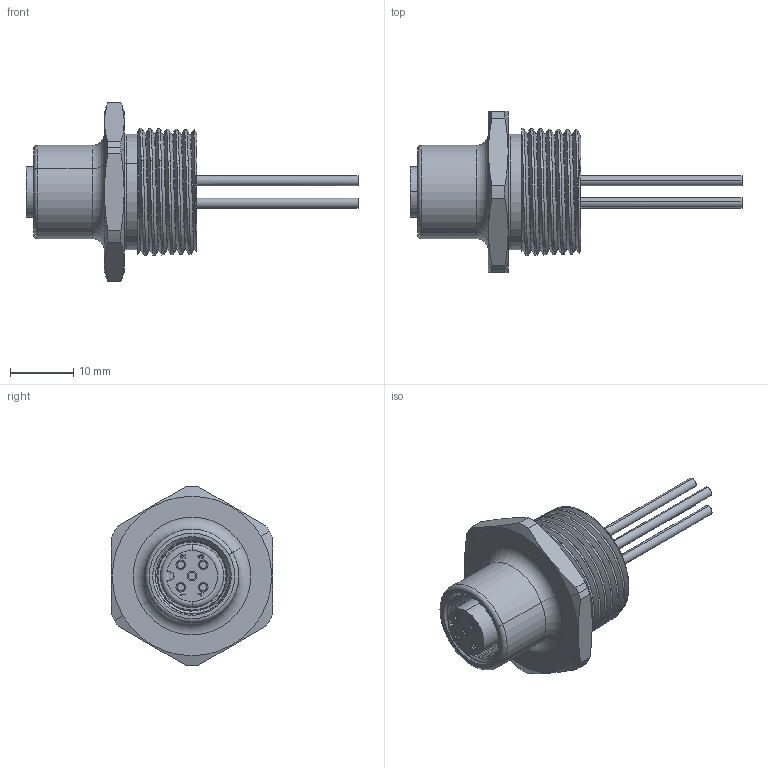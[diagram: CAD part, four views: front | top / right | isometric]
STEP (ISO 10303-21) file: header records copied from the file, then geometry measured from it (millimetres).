
FILE_DESCRIPTION((''),'2;1');
FILE_NAME('DM_CAD-5791','2018-04-27T',('creinig-se'),(''),'PRO/ENGINEER BY PARAMETRIC TECHNOLOGY CORPORATION, 2015440','PRO/ENGINEER BY PARAMETRIC TECHNOLOGY CORPORATION, 2015440','');
FILE_SCHEMA(('CONFIG_CONTROL_DESIGN'));
Length unit declared in the file: millimetre
Products named in the file (1): DM_CAD-5791
Bounding box: 52.35 x 25.4 x 28.19 mm (x, y, z)
Volume: 6778.2 mm3; surface area: 4115.4 mm2
Topology: 1 solids, 1 shells, 191 faces, 489 edges, 327 vertices
Faces by surface type: plane 69, cylinder 65, cone 22, extrusion 20, torus 9, bspline 6
Entity records: 13772 total; most frequent: CARTESIAN_POINT 6928, ORIENTED_EDGE 972, DIRECTION 851, PRESENTATION_STYLE_ASSIGNMENT 613, STYLED_ITEM 511, CURVE_STYLE 510, EDGE_CURVE 486, VERTEX_POINT 321
